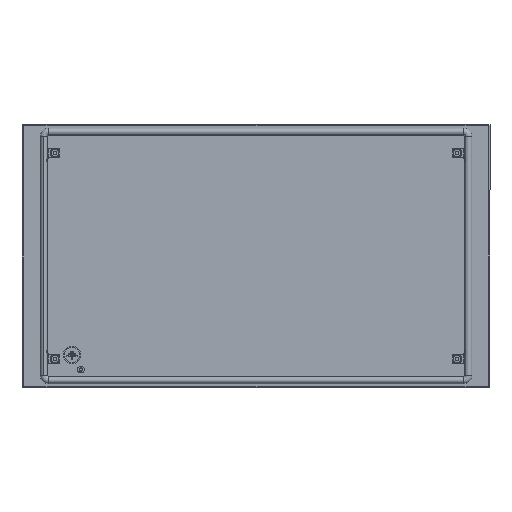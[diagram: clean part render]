
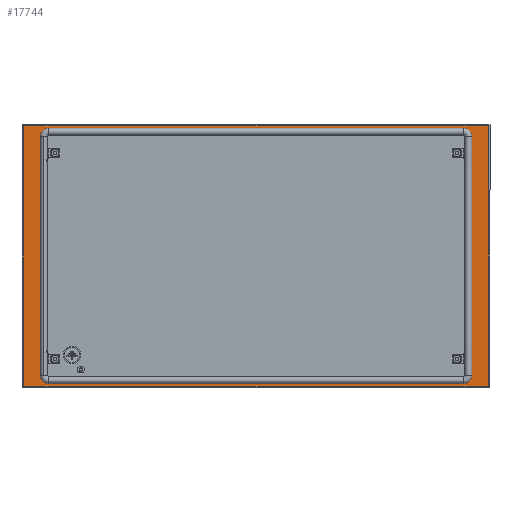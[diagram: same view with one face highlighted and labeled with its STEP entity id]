
A CAD part, left-side view. The second image highlights one B-rep face of the part: STEP entity #17744.
In plain terms, the highlighted planar face has unit normal (-1, 0, 0).
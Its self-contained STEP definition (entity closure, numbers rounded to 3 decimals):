
#818 = DIRECTION ( 'NONE',  ( 0., 0., -1. ) ) ;
#1020 = DIRECTION ( 'NONE',  ( 0., -1., 0. ) ) ;
#1669 = VECTOR ( 'NONE', #20072, 1000. ) ;
#1871 = EDGE_CURVE ( 'NONE', #18536, #3266, #13647, .T. ) ;
#1918 = VERTEX_POINT ( 'NONE', #6909 ) ;
#2029 = ORIENTED_EDGE ( 'NONE', *, *, #2546, .T. ) ;
#2466 = CARTESIAN_POINT ( 'NONE',  ( -2., -366.5, 0. ) ) ;
#2546 = EDGE_CURVE ( 'NONE', #12027, #4114, #10354, .T. ) ;
#3211 = DIRECTION ( 'NONE',  ( 0., 0., -1. ) ) ;
#3266 = VERTEX_POINT ( 'NONE', #8296 ) ;
#3488 = CARTESIAN_POINT ( 'NONE',  ( -2., 352.5, -203. ) ) ;
#3597 = CARTESIAN_POINT ( 'NONE',  ( -2., -352.5, 217. ) ) ;
#3710 = CARTESIAN_POINT ( 'NONE',  ( -2., 395.5, 221. ) ) ;
#3825 = ORIENTED_EDGE ( 'NONE', *, *, #10249, .F. ) ;
#4055 = EDGE_CURVE ( 'NONE', #6381, #18536, #17813, .T. ) ;
#4114 = VERTEX_POINT ( 'NONE', #14906 ) ;
#4155 = ORIENTED_EDGE ( 'NONE', *, *, #1871, .F. ) ;
#4422 = ORIENTED_EDGE ( 'NONE', *, *, #4055, .F. ) ;
#4587 = PLANE ( 'NONE',  #5878 ) ;
#5556 = EDGE_CURVE ( 'NONE', #11950, #13126, #15626, .T. ) ;
#5577 = VECTOR ( 'NONE', #818, 1000. ) ;
#5878 = AXIS2_PLACEMENT_3D ( 'NONE', #10942, #17275, #15707 ) ;
#5990 = AXIS2_PLACEMENT_3D ( 'NONE', #16468, #18039, #1020 ) ;
#6158 = DIRECTION ( 'NONE',  ( 0., -1., 0. ) ) ;
#6314 = LINE ( 'NONE', #12668, #11134 ) ;
#6363 = CARTESIAN_POINT ( 'NONE',  ( -2., -395.5, -221. ) ) ;
#6381 = VERTEX_POINT ( 'NONE', #3597 ) ;
#6441 = VERTEX_POINT ( 'NONE', #3710 ) ;
#6488 = CARTESIAN_POINT ( 'NONE',  ( -2., -352.5, -217. ) ) ;
#6909 = CARTESIAN_POINT ( 'NONE',  ( -2., -395.5, 221. ) ) ;
#6929 = VECTOR ( 'NONE', #16042, 1000. ) ;
#7170 = ORIENTED_EDGE ( 'NONE', *, *, #19965, .T. ) ;
#7193 = ORIENTED_EDGE ( 'NONE', *, *, #19255, .T. ) ;
#7425 = CARTESIAN_POINT ( 'NONE',  ( -2., 366.5, -203. ) ) ;
#7519 = EDGE_LOOP ( 'NONE', ( #3825, #2029, #7170, #7193, #17845, #16872, #4155, #4422 ) ) ;
#8059 = VERTEX_POINT ( 'NONE', #6488 ) ;
#8089 = CARTESIAN_POINT ( 'NONE',  ( -2., -366.5, 203. ) ) ;
#8208 = EDGE_CURVE ( 'NONE', #10973, #3266, #10543, .T. ) ;
#8296 = CARTESIAN_POINT ( 'NONE',  ( -2., 366.5, 203. ) ) ;
#8492 = CARTESIAN_POINT ( 'NONE',  ( -2., 0., 221. ) ) ;
#8584 = AXIS2_PLACEMENT_3D ( 'NONE', #16322, #11537, #9771 ) ;
#8922 = VECTOR ( 'NONE', #19478, 1000. ) ;
#9131 = DIRECTION ( 'NONE',  ( 0., 0., 1. ) ) ;
#9270 = FACE_OUTER_BOUND ( 'NONE', #11676, .T. ) ;
#9331 = CARTESIAN_POINT ( 'NONE',  ( -2., -395.5, 0. ) ) ;
#9546 = VERTEX_POINT ( 'NONE', #16802 ) ;
#9575 = CIRCLE ( 'NONE', #8584, 14. ) ;
#9748 = CARTESIAN_POINT ( 'NONE',  ( -2., 395.5, -221. ) ) ;
#9771 = DIRECTION ( 'NONE',  ( 0., -1., 0. ) ) ;
#10249 = EDGE_CURVE ( 'NONE', #12027, #6381, #9575, .T. ) ;
#10354 = LINE ( 'NONE', #2466, #5577 ) ;
#10493 = CIRCLE ( 'NONE', #15471, 14. ) ;
#10543 = LINE ( 'NONE', #7425, #1669 ) ;
#10942 = CARTESIAN_POINT ( 'NONE',  ( -2., 0., 0. ) ) ;
#10973 = VERTEX_POINT ( 'NONE', #17123 ) ;
#11134 = VECTOR ( 'NONE', #3211, 1000. ) ;
#11537 = DIRECTION ( 'NONE',  ( -1., 0., 0. ) ) ;
#11676 = EDGE_LOOP ( 'NONE', ( #17044, #14404, #17075, #15732 ) ) ;
#11947 = VECTOR ( 'NONE', #14010, 1000. ) ;
#11950 = VERTEX_POINT ( 'NONE', #9748 ) ;
#12027 = VERTEX_POINT ( 'NONE', #8089 ) ;
#12668 = CARTESIAN_POINT ( 'NONE',  ( -2., 395.5, 0. ) ) ;
#12959 = CIRCLE ( 'NONE', #5990, 14. ) ;
#13126 = VERTEX_POINT ( 'NONE', #6363 ) ;
#13388 = LINE ( 'NONE', #8492, #8922 ) ;
#13647 = CIRCLE ( 'NONE', #17954, 14. ) ;
#13728 = LINE ( 'NONE', #20035, #14587 ) ;
#13909 = DIRECTION ( 'NONE',  ( -1., 0., 0. ) ) ;
#14010 = DIRECTION ( 'NONE',  ( 0., 0., 1. ) ) ;
#14062 = CARTESIAN_POINT ( 'NONE',  ( -2., 0., -221. ) ) ;
#14404 = ORIENTED_EDGE ( 'NONE', *, *, #18264, .T. ) ;
#14587 = VECTOR ( 'NONE', #18490, 1000. ) ;
#14895 = CARTESIAN_POINT ( 'NONE',  ( -2., 352.5, 217. ) ) ;
#14906 = CARTESIAN_POINT ( 'NONE',  ( -2., -366.5, -203. ) ) ;
#15471 = AXIS2_PLACEMENT_3D ( 'NONE', #3488, #19735, #19636 ) ;
#15626 = LINE ( 'NONE', #14062, #18380 ) ;
#15707 = DIRECTION ( 'NONE',  ( 0., 1., 0. ) ) ;
#15732 = ORIENTED_EDGE ( 'NONE', *, *, #5556, .T. ) ;
#16042 = DIRECTION ( 'NONE',  ( 0., 1., 0. ) ) ;
#16322 = CARTESIAN_POINT ( 'NONE',  ( -2., -352.5, 203. ) ) ;
#16369 = EDGE_CURVE ( 'NONE', #6441, #11950, #6314, .T. ) ;
#16468 = CARTESIAN_POINT ( 'NONE',  ( -2., -352.5, -203. ) ) ;
#16802 = CARTESIAN_POINT ( 'NONE',  ( -2., 352.5, -217. ) ) ;
#16872 = ORIENTED_EDGE ( 'NONE', *, *, #8208, .T. ) ;
#16881 = EDGE_CURVE ( 'NONE', #9546, #10973, #10493, .T. ) ;
#17044 = ORIENTED_EDGE ( 'NONE', *, *, #19652, .T. ) ;
#17075 = ORIENTED_EDGE ( 'NONE', *, *, #16369, .T. ) ;
#17123 = CARTESIAN_POINT ( 'NONE',  ( -2., 366.5, -203. ) ) ;
#17275 = DIRECTION ( 'NONE',  ( 1., 0., 0. ) ) ;
#17503 = CARTESIAN_POINT ( 'NONE',  ( -2., -352.5, 217. ) ) ;
#17744 = ADVANCED_FACE ( 'NONE', ( #9270, #18815 ), #4587, .F. ) ;
#17813 = LINE ( 'NONE', #17503, #6929 ) ;
#17845 = ORIENTED_EDGE ( 'NONE', *, *, #16881, .T. ) ;
#17954 = AXIS2_PLACEMENT_3D ( 'NONE', #20018, #13909, #9131 ) ;
#18039 = DIRECTION ( 'NONE',  ( 1., 0., 0. ) ) ;
#18264 = EDGE_CURVE ( 'NONE', #1918, #6441, #13388, .T. ) ;
#18380 = VECTOR ( 'NONE', #6158, 1000. ) ;
#18490 = DIRECTION ( 'NONE',  ( 0., 1., 0. ) ) ;
#18536 = VERTEX_POINT ( 'NONE', #14895 ) ;
#18673 = LINE ( 'NONE', #9331, #11947 ) ;
#18815 = FACE_BOUND ( 'NONE', #7519, .T. ) ;
#19255 = EDGE_CURVE ( 'NONE', #8059, #9546, #13728, .T. ) ;
#19478 = DIRECTION ( 'NONE',  ( 0., 1., 0. ) ) ;
#19636 = DIRECTION ( 'NONE',  ( 0., 0., -1. ) ) ;
#19652 = EDGE_CURVE ( 'NONE', #13126, #1918, #18673, .T. ) ;
#19735 = DIRECTION ( 'NONE',  ( 1., 0., 0. ) ) ;
#19965 = EDGE_CURVE ( 'NONE', #4114, #8059, #12959, .T. ) ;
#20018 = CARTESIAN_POINT ( 'NONE',  ( -2., 352.5, 203. ) ) ;
#20035 = CARTESIAN_POINT ( 'NONE',  ( -2., -352.5, -217. ) ) ;
#20072 = DIRECTION ( 'NONE',  ( 0., 0., 1. ) ) ;
